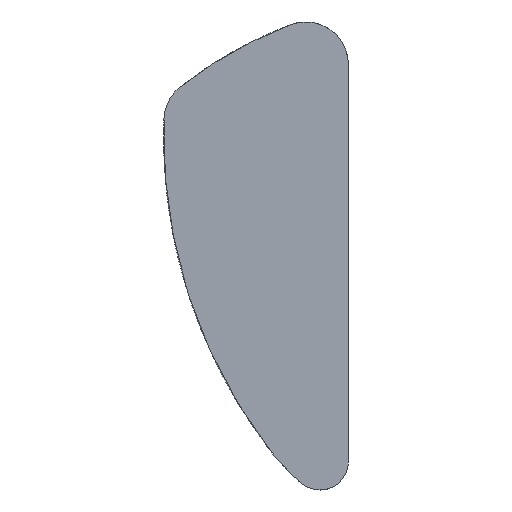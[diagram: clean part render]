
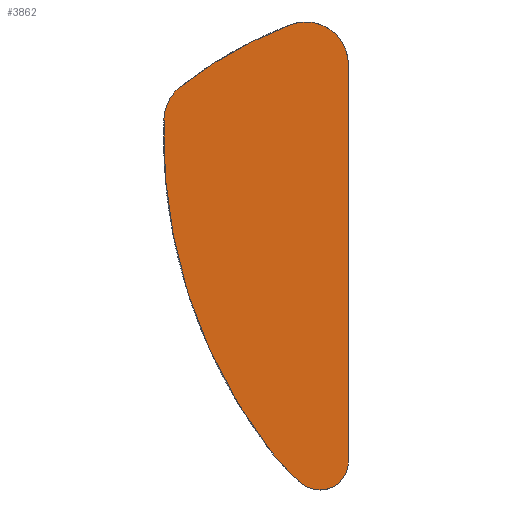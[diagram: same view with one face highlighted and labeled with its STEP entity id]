
A CAD part, top view. The second image highlights one B-rep face of the part: STEP entity #3862.
In plain terms, the highlighted planar face has unit normal (0, 0, 1).
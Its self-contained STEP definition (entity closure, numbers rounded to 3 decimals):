
#133 = CYLINDRICAL_SURFACE('',#134,20.);
#134 = AXIS2_PLACEMENT_3D('',#135,#136,#137);
#135 = CARTESIAN_POINT('',(2.098,-116.892,0.));
#136 = DIRECTION('',(-0.,-0.,-1.));
#137 = DIRECTION('',(1.,0.,0.));
#429 = PLANE('',#430);
#430 = AXIS2_PLACEMENT_3D('',#431,#432,#433);
#431 = CARTESIAN_POINT('',(22.098,163.108,0.));
#432 = DIRECTION('',(1.,0.,0.));
#433 = DIRECTION('',(0.,-1.,0.));
#1734 = CYLINDRICAL_SURFACE('',#1735,144.475);
#1735 = AXIS2_PLACEMENT_3D('',#1736,#1737,#1738);
#1736 = CARTESIAN_POINT('',(81.731,-21.222,0.));
#1737 = DIRECTION('',(-0.,-0.,-1.));
#1738 = DIRECTION('',(1.,0.,0.));
#1870 = VERTEX_POINT('',#1871);
#1871 = CARTESIAN_POINT('',(-10.697,-132.264,5.));
#1892 = EDGE_CURVE('',#1870,#1893,#1895,.T.);
#1893 = VERTEX_POINT('',#1894);
#1894 = CARTESIAN_POINT('',(22.098,-116.892,5.));
#1895 = SURFACE_CURVE('',#1896,(#1901,#1908),.PCURVE_S1.);
#1896 = CIRCLE('',#1897,20.);
#1897 = AXIS2_PLACEMENT_3D('',#1898,#1899,#1900);
#1898 = CARTESIAN_POINT('',(2.098,-116.892,5.));
#1899 = DIRECTION('',(0.,0.,1.));
#1900 = DIRECTION('',(1.,0.,0.));
#1901 = PCURVE('',#133,#1902);
#1902 = DEFINITIONAL_REPRESENTATION('',(#1903),#1907);
#1903 = LINE('',#1904,#1905);
#1904 = CARTESIAN_POINT('',(-0.,-5.));
#1905 = VECTOR('',#1906,1.);
#1906 = DIRECTION('',(-1.,0.));
#1907 = ( GEOMETRIC_REPRESENTATION_CONTEXT(2) 
PARAMETRIC_REPRESENTATION_CONTEXT() REPRESENTATION_CONTEXT('2D SPACE',''
  ) );
#1908 = PCURVE('',#1909,#1914);
#1909 = PLANE('',#1910);
#1910 = AXIS2_PLACEMENT_3D('',#1911,#1912,#1913);
#1911 = CARTESIAN_POINT('',(-28.693,34.833,5.));
#1912 = DIRECTION('',(0.,0.,1.));
#1913 = DIRECTION('',(1.,0.,0.));
#1914 = DEFINITIONAL_REPRESENTATION('',(#1915),#1919);
#1915 = CIRCLE('',#1916,20.);
#1916 = AXIS2_PLACEMENT_2D('',#1917,#1918);
#1917 = CARTESIAN_POINT('',(30.792,-151.725));
#1918 = DIRECTION('',(1.,0.));
#1919 = ( GEOMETRIC_REPRESENTATION_CONTEXT(2) 
PARAMETRIC_REPRESENTATION_CONTEXT() REPRESENTATION_CONTEXT('2D SPACE',''
  ) );
#2348 = CYLINDRICAL_SURFACE('',#2349,30.);
#2349 = AXIS2_PLACEMENT_3D('',#2350,#2351,#2352);
#2350 = CARTESIAN_POINT('',(-7.902,163.108,0.));
#2351 = DIRECTION('',(-0.,-0.,-1.));
#2352 = DIRECTION('',(1.,0.,0.));
#2578 = VERTEX_POINT('',#2579);
#2579 = CARTESIAN_POINT('',(22.098,163.108,5.));
#2600 = EDGE_CURVE('',#2578,#1893,#2601,.T.);
#2601 = SURFACE_CURVE('',#2602,(#2606,#2613),.PCURVE_S1.);
#2602 = LINE('',#2603,#2604);
#2603 = CARTESIAN_POINT('',(22.098,163.108,5.));
#2604 = VECTOR('',#2605,1.);
#2605 = DIRECTION('',(0.,-1.,0.));
#2606 = PCURVE('',#429,#2607);
#2607 = DEFINITIONAL_REPRESENTATION('',(#2608),#2612);
#2608 = LINE('',#2609,#2610);
#2609 = CARTESIAN_POINT('',(0.,-5.));
#2610 = VECTOR('',#2611,1.);
#2611 = DIRECTION('',(1.,0.));
#2612 = ( GEOMETRIC_REPRESENTATION_CONTEXT(2) 
PARAMETRIC_REPRESENTATION_CONTEXT() REPRESENTATION_CONTEXT('2D SPACE',''
  ) );
#2613 = PCURVE('',#1909,#2614);
#2614 = DEFINITIONAL_REPRESENTATION('',(#2615),#2619);
#2615 = LINE('',#2616,#2617);
#2616 = CARTESIAN_POINT('',(50.792,128.275));
#2617 = VECTOR('',#2618,1.);
#2618 = DIRECTION('',(0.,-1.));
#2619 = ( GEOMETRIC_REPRESENTATION_CONTEXT(2) 
PARAMETRIC_REPRESENTATION_CONTEXT() REPRESENTATION_CONTEXT('2D SPACE',''
  ) );
#2719 = CYLINDRICAL_SURFACE('',#2720,363.533);
#2720 = AXIS2_PLACEMENT_3D('',#2721,#2722,#2723);
#2721 = CARTESIAN_POINT('',(255.417,112.267,0.));
#2722 = DIRECTION('',(-0.,-0.,-1.));
#2723 = DIRECTION('',(1.,0.,0.));
#3815 = VERTEX_POINT('',#3816);
#3816 = CARTESIAN_POINT('',(-32.82,-109.262,5.));
#3837 = EDGE_CURVE('',#3815,#1870,#3838,.T.);
#3838 = SURFACE_CURVE('',#3839,(#3844,#3851),.PCURVE_S1.);
#3839 = CIRCLE('',#3840,144.475);
#3840 = AXIS2_PLACEMENT_3D('',#3841,#3842,#3843);
#3841 = CARTESIAN_POINT('',(81.731,-21.222,5.));
#3842 = DIRECTION('',(0.,0.,1.));
#3843 = DIRECTION('',(1.,0.,0.));
#3844 = PCURVE('',#1734,#3845);
#3845 = DEFINITIONAL_REPRESENTATION('',(#3846),#3850);
#3846 = LINE('',#3847,#3848);
#3847 = CARTESIAN_POINT('',(-0.,-5.));
#3848 = VECTOR('',#3849,1.);
#3849 = DIRECTION('',(-1.,0.));
#3850 = ( GEOMETRIC_REPRESENTATION_CONTEXT(2) 
PARAMETRIC_REPRESENTATION_CONTEXT() REPRESENTATION_CONTEXT('2D SPACE',''
  ) );
#3851 = PCURVE('',#1909,#3852);
#3852 = DEFINITIONAL_REPRESENTATION('',(#3853),#3857);
#3853 = CIRCLE('',#3854,144.475);
#3854 = AXIS2_PLACEMENT_2D('',#3855,#3856);
#3855 = CARTESIAN_POINT('',(110.424,-56.055));
#3856 = DIRECTION('',(1.,0.));
#3857 = ( GEOMETRIC_REPRESENTATION_CONTEXT(2) 
PARAMETRIC_REPRESENTATION_CONTEXT() REPRESENTATION_CONTEXT('2D SPACE',''
  ) );
#3862 = ADVANCED_FACE('',(#3863),#1909,.T.);
#3863 = FACE_BOUND('',#3864,.F.);
#3864 = EDGE_LOOP('',(#3865,#3889,#3890,#3891,#3892,#3916,#3945));
#3865 = ORIENTED_EDGE('',*,*,#3866,.F.);
#3866 = EDGE_CURVE('',#2578,#3867,#3869,.T.);
#3867 = VERTEX_POINT('',#3868);
#3868 = CARTESIAN_POINT('',(-18.513,191.168,5.));
#3869 = SURFACE_CURVE('',#3870,(#3875,#3882),.PCURVE_S1.);
#3870 = CIRCLE('',#3871,30.);
#3871 = AXIS2_PLACEMENT_3D('',#3872,#3873,#3874);
#3872 = CARTESIAN_POINT('',(-7.902,163.108,5.));
#3873 = DIRECTION('',(0.,0.,1.));
#3874 = DIRECTION('',(1.,0.,0.));
#3875 = PCURVE('',#1909,#3876);
#3876 = DEFINITIONAL_REPRESENTATION('',(#3877),#3881);
#3877 = CIRCLE('',#3878,30.);
#3878 = AXIS2_PLACEMENT_2D('',#3879,#3880);
#3879 = CARTESIAN_POINT('',(20.792,128.275));
#3880 = DIRECTION('',(1.,0.));
#3881 = ( GEOMETRIC_REPRESENTATION_CONTEXT(2) 
PARAMETRIC_REPRESENTATION_CONTEXT() REPRESENTATION_CONTEXT('2D SPACE',''
  ) );
#3882 = PCURVE('',#2348,#3883);
#3883 = DEFINITIONAL_REPRESENTATION('',(#3884),#3888);
#3884 = LINE('',#3885,#3886);
#3885 = CARTESIAN_POINT('',(-0.,-5.));
#3886 = VECTOR('',#3887,1.);
#3887 = DIRECTION('',(-1.,0.));
#3888 = ( GEOMETRIC_REPRESENTATION_CONTEXT(2) 
PARAMETRIC_REPRESENTATION_CONTEXT() REPRESENTATION_CONTEXT('2D SPACE',''
  ) );
#3889 = ORIENTED_EDGE('',*,*,#2600,.T.);
#3890 = ORIENTED_EDGE('',*,*,#1892,.F.);
#3891 = ORIENTED_EDGE('',*,*,#3837,.F.);
#3892 = ORIENTED_EDGE('',*,*,#3893,.F.);
#3893 = EDGE_CURVE('',#3894,#3815,#3896,.T.);
#3894 = VERTEX_POINT('',#3895);
#3895 = CARTESIAN_POINT('',(-107.902,124.744,5.));
#3896 = SURFACE_CURVE('',#3897,(#3902,#3909),.PCURVE_S1.);
#3897 = CIRCLE('',#3898,363.533);
#3898 = AXIS2_PLACEMENT_3D('',#3899,#3900,#3901);
#3899 = CARTESIAN_POINT('',(255.417,112.267,5.));
#3900 = DIRECTION('',(0.,0.,1.));
#3901 = DIRECTION('',(1.,0.,0.));
#3902 = PCURVE('',#1909,#3903);
#3903 = DEFINITIONAL_REPRESENTATION('',(#3904),#3908);
#3904 = CIRCLE('',#3905,363.533);
#3905 = AXIS2_PLACEMENT_2D('',#3906,#3907);
#3906 = CARTESIAN_POINT('',(284.11,77.434));
#3907 = DIRECTION('',(1.,0.));
#3908 = ( GEOMETRIC_REPRESENTATION_CONTEXT(2) 
PARAMETRIC_REPRESENTATION_CONTEXT() REPRESENTATION_CONTEXT('2D SPACE',''
  ) );
#3909 = PCURVE('',#2719,#3910);
#3910 = DEFINITIONAL_REPRESENTATION('',(#3911),#3915);
#3911 = LINE('',#3912,#3913);
#3912 = CARTESIAN_POINT('',(-0.,-5.));
#3913 = VECTOR('',#3914,1.);
#3914 = DIRECTION('',(-1.,0.));
#3915 = ( GEOMETRIC_REPRESENTATION_CONTEXT(2) 
PARAMETRIC_REPRESENTATION_CONTEXT() REPRESENTATION_CONTEXT('2D SPACE',''
  ) );
#3916 = ORIENTED_EDGE('',*,*,#3917,.F.);
#3917 = EDGE_CURVE('',#3918,#3894,#3920,.T.);
#3918 = VERTEX_POINT('',#3919);
#3919 = CARTESIAN_POINT('',(-96.394,147.351,5.));
#3920 = SURFACE_CURVE('',#3921,(#3926,#3933),.PCURVE_S1.);
#3921 = CIRCLE('',#3922,30.);
#3922 = AXIS2_PLACEMENT_3D('',#3923,#3924,#3925);
#3923 = CARTESIAN_POINT('',(-77.919,123.714,5.));
#3924 = DIRECTION('',(0.,0.,1.));
#3925 = DIRECTION('',(1.,0.,0.));
#3926 = PCURVE('',#1909,#3927);
#3927 = DEFINITIONAL_REPRESENTATION('',(#3928),#3932);
#3928 = CIRCLE('',#3929,30.);
#3929 = AXIS2_PLACEMENT_2D('',#3930,#3931);
#3930 = CARTESIAN_POINT('',(-49.226,88.881));
#3931 = DIRECTION('',(1.,0.));
#3932 = ( GEOMETRIC_REPRESENTATION_CONTEXT(2) 
PARAMETRIC_REPRESENTATION_CONTEXT() REPRESENTATION_CONTEXT('2D SPACE',''
  ) );
#3933 = PCURVE('',#3934,#3939);
#3934 = CYLINDRICAL_SURFACE('',#3935,30.);
#3935 = AXIS2_PLACEMENT_3D('',#3936,#3937,#3938);
#3936 = CARTESIAN_POINT('',(-77.919,123.714,0.));
#3937 = DIRECTION('',(-0.,-0.,-1.));
#3938 = DIRECTION('',(1.,0.,0.));
#3939 = DEFINITIONAL_REPRESENTATION('',(#3940),#3944);
#3940 = LINE('',#3941,#3942);
#3941 = CARTESIAN_POINT('',(-0.,-5.));
#3942 = VECTOR('',#3943,1.);
#3943 = DIRECTION('',(-1.,0.));
#3944 = ( GEOMETRIC_REPRESENTATION_CONTEXT(2) 
PARAMETRIC_REPRESENTATION_CONTEXT() REPRESENTATION_CONTEXT('2D SPACE',''
  ) );
#3945 = ORIENTED_EDGE('',*,*,#3946,.F.);
#3946 = EDGE_CURVE('',#3867,#3918,#3947,.T.);
#3947 = SURFACE_CURVE('',#3948,(#3953,#3960),.PCURVE_S1.);
#3948 = CIRCLE('',#3949,297.143);
#3949 = AXIS2_PLACEMENT_3D('',#3950,#3951,#3952);
#3950 = CARTESIAN_POINT('',(86.592,-86.765,5.));
#3951 = DIRECTION('',(0.,0.,1.));
#3952 = DIRECTION('',(1.,0.,0.));
#3953 = PCURVE('',#1909,#3954);
#3954 = DEFINITIONAL_REPRESENTATION('',(#3955),#3959);
#3955 = CIRCLE('',#3956,297.143);
#3956 = AXIS2_PLACEMENT_2D('',#3957,#3958);
#3957 = CARTESIAN_POINT('',(115.286,-121.598));
#3958 = DIRECTION('',(1.,0.));
#3959 = ( GEOMETRIC_REPRESENTATION_CONTEXT(2) 
PARAMETRIC_REPRESENTATION_CONTEXT() REPRESENTATION_CONTEXT('2D SPACE',''
  ) );
#3960 = PCURVE('',#3961,#3966);
#3961 = CYLINDRICAL_SURFACE('',#3962,297.143);
#3962 = AXIS2_PLACEMENT_3D('',#3963,#3964,#3965);
#3963 = CARTESIAN_POINT('',(86.592,-86.765,0.));
#3964 = DIRECTION('',(-0.,-0.,-1.));
#3965 = DIRECTION('',(1.,0.,0.));
#3966 = DEFINITIONAL_REPRESENTATION('',(#3967),#3971);
#3967 = LINE('',#3968,#3969);
#3968 = CARTESIAN_POINT('',(-0.,-5.));
#3969 = VECTOR('',#3970,1.);
#3970 = DIRECTION('',(-1.,0.));
#3971 = ( GEOMETRIC_REPRESENTATION_CONTEXT(2) 
PARAMETRIC_REPRESENTATION_CONTEXT() REPRESENTATION_CONTEXT('2D SPACE',''
  ) );
